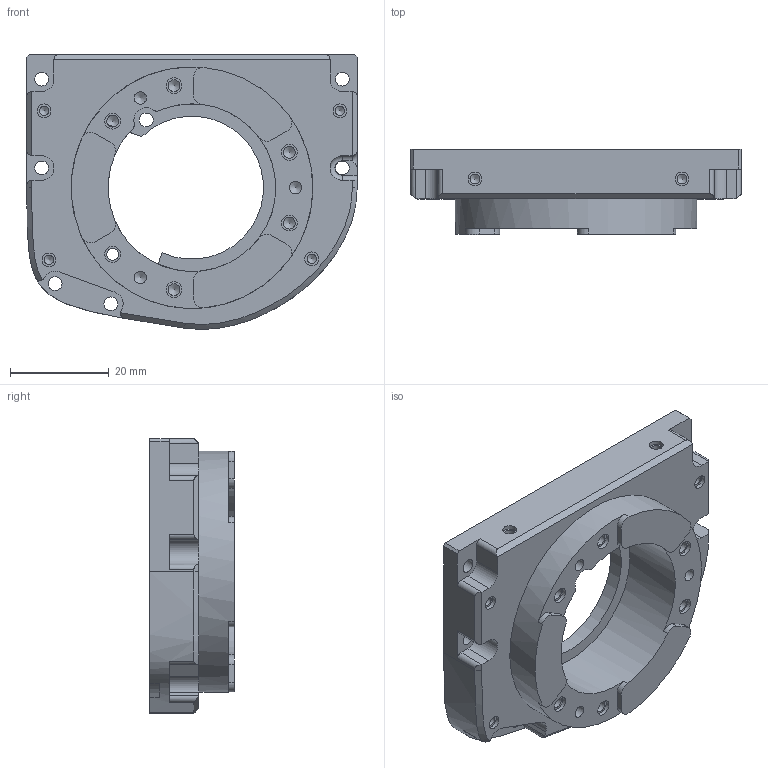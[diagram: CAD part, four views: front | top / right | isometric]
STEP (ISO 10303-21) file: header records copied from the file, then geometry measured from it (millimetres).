
FILE_DESCRIPTION(/* description */ ('STEP AP242','CAx-IF Rec.Pracs.---Representation and Presentation of Product Manufacturing Information (PMI)---4.0---2014-10-13','CAx-IF Rec.Pracs.---3D Tessellated Geometry---0.4---2014-09-14','2;1'),/* implementation_level */ '2;1');
FILE_NAME(/* name */ '68658cc92ff03b2b5464e4a9',/* time_stamp */ '2025-07-02T19:47:22Z',/* author */ (''),/* organization */ (''),/* preprocessor_version */ 'ST-DEVELOPER v20',/* originating_system */ 'ONSHAPE BY PTC INC, 1.200',/* authorisation */ ' ');
FILE_SCHEMA (('AP242_MANAGED_MODEL_BASED_3D_ENGINEERING_MIM_LF { 1 0 10303 442 1 1 4 }'));
Length unit declared in the file: metre
Products named in the file (1): R-Wrist_Interface
Bounding box: 67 x 17.2 x 55.75 mm (x, y, z)
Volume: 26361.5 mm3; surface area: 11568.9 mm2
Topology: 1 solids, 1 shells, 155 faces, 420 edges, 277 vertices
Faces by surface type: cylinder 74, plane 60, cone 14, bspline 5, torus 2
Full cylindrical faces by diameter (mm): 1.9 x4, 2 x2, 2.4 x6, 2.5 x3, 2.8 x13, 3.2 x6, 49 x1
Entity records: 4669 total; most frequent: CARTESIAN_POINT 976, DIRECTION 786, ORIENTED_EDGE 674, EDGE_CURVE 337, AXIS2_PLACEMENT_3D 316, VERTEX_POINT 257, FACE_BOUND 248, EDGE_LOOP 234
